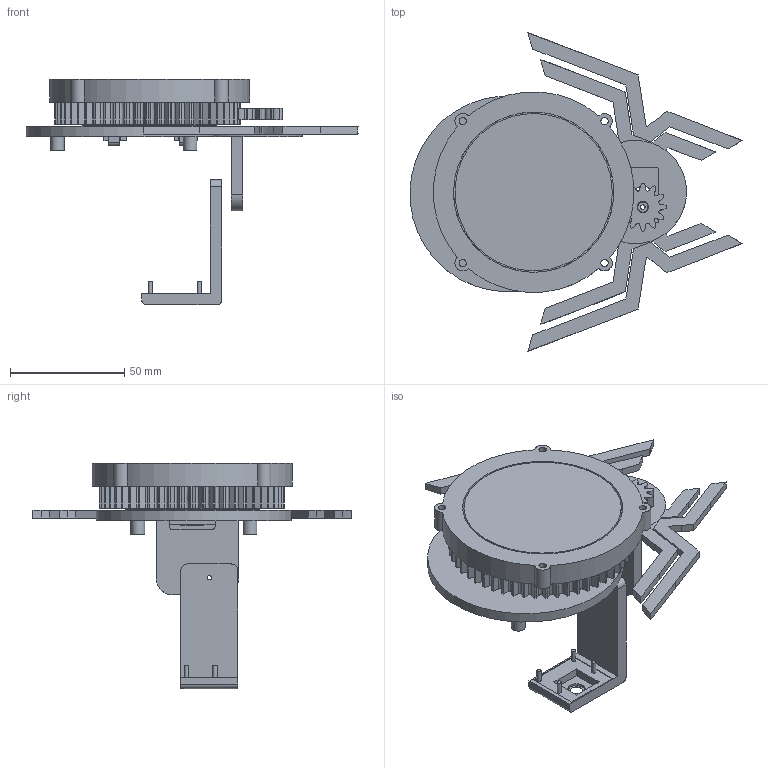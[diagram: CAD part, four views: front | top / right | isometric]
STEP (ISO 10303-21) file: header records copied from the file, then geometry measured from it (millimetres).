
FILE_DESCRIPTION(/* description */ (''),/* implementation_level */ '2;1');
FILE_NAME(/* name */ 'spidercam',/* time_stamp */ '2022-06-24T17:04:22+01:00',/* author */ (''),/* organization */ (''),/* preprocessor_version */ 'ST-DEVELOPER v16.5',/* originating_system */ 'Rhino 7.19',/* authorisation */ '');
FILE_SCHEMA (('CONFIG_CONTROL_DESIGN'));
Length unit declared in the file: millimetre
Products named in the file (1): Document
Bounding box: 145.08 x 139.18 x 98.5 mm (x, y, z)
Volume: 159732.8 mm3; surface area: 69418.3 mm2
Topology: 8 solids, 8 shells, 596 faces, 1658 edges, 1103 vertices
Faces by surface type: plane 233, bspline 218, cylinder 145
Full cylindrical faces by diameter (mm): 1.85 x4, 1.95 x1, 2 x1, 2.4 x4, 3.194 x4, 5.02 x2, 5.5 x1, 6 x4, 7.48 x1, 58.7 x1, 60 x2, 68.7 x1, 70 x1, 74.298 x2
Entity records: 50064 total; most frequent: CARTESIAN_POINT 39698, ORIENTED_EDGE 3314, EDGE_CURVE 1657, VERTEX_POINT 1102, B_SPLINE_CURVE_WITH_KNOTS 1063, EDGE_LOOP 651, ADVANCED_FACE 596, FACE_OUTER_BOUND 596
